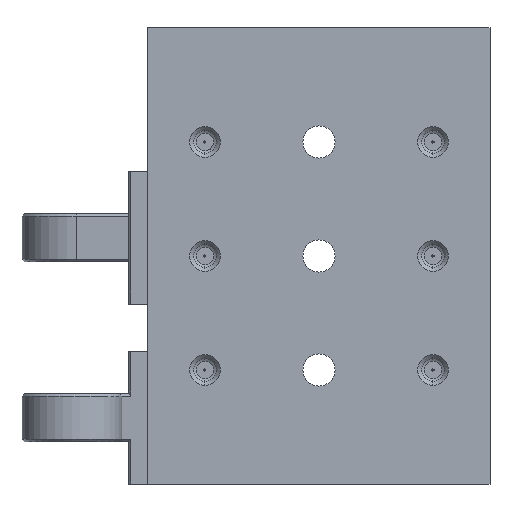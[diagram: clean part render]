
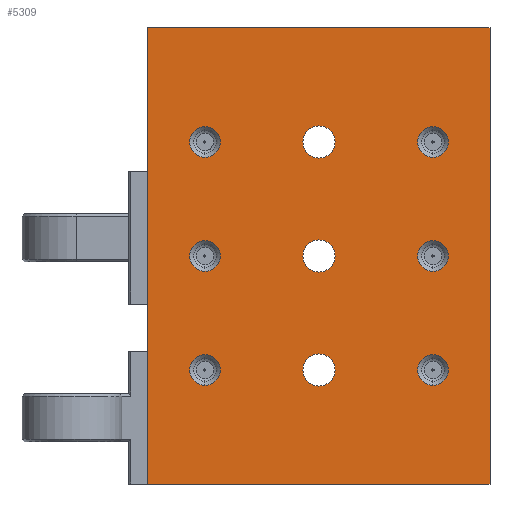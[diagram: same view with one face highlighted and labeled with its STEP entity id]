
A CAD part, front view. The second image highlights one B-rep face of the part: STEP entity #5309.
In plain terms, the highlighted planar face has unit normal (0, -1, 0).
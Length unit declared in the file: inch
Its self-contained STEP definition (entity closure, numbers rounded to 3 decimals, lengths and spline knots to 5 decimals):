
#292=DIRECTION('',(-1.,0.,0.));
#293=VECTOR('',#292,3.);
#294=CARTESIAN_POINT('',(1.5,-0.505,-2.));
#295=LINE('',#294,#293);
#738=DIRECTION('',(-1.,0.,0.));
#739=VECTOR('',#738,3.);
#740=CARTESIAN_POINT('',(1.5,-0.505,2.));
#741=LINE('',#740,#739);
#745=DIRECTION('',(0.,0.,1.));
#746=VECTOR('',#745,4.);
#747=CARTESIAN_POINT('',(1.5,-0.505,-2.));
#748=LINE('',#747,#746);
#752=CARTESIAN_POINT('',(-1.,-0.505,-1.));
#753=DIRECTION('',(0.,1.,0.));
#754=DIRECTION('',(0.,0.,1.));
#755=AXIS2_PLACEMENT_3D('',#752,#753,#754);
#760=CARTESIAN_POINT('',(-1.,-0.505,-1.));
#761=DIRECTION('',(0.,1.,0.));
#762=DIRECTION('',(0.,0.,-1.));
#763=AXIS2_PLACEMENT_3D('',#760,#761,#762);
#768=CARTESIAN_POINT('',(-1.,-0.505,0.));
#769=DIRECTION('',(0.,1.,0.));
#770=DIRECTION('',(0.,0.,1.));
#771=AXIS2_PLACEMENT_3D('',#768,#769,#770);
#776=CARTESIAN_POINT('',(-1.,-0.505,0.));
#777=DIRECTION('',(0.,1.,0.));
#778=DIRECTION('',(0.,0.,-1.));
#779=AXIS2_PLACEMENT_3D('',#776,#777,#778);
#784=CARTESIAN_POINT('',(-1.,-0.505,1.));
#785=DIRECTION('',(0.,1.,0.));
#786=DIRECTION('',(0.,0.,1.));
#787=AXIS2_PLACEMENT_3D('',#784,#785,#786);
#792=CARTESIAN_POINT('',(-1.,-0.505,1.));
#793=DIRECTION('',(0.,1.,0.));
#794=DIRECTION('',(0.,0.,-1.));
#795=AXIS2_PLACEMENT_3D('',#792,#793,#794);
#800=CARTESIAN_POINT('',(1.,-0.505,1.));
#801=DIRECTION('',(0.,1.,0.));
#802=DIRECTION('',(0.,0.,1.));
#803=AXIS2_PLACEMENT_3D('',#800,#801,#802);
#808=CARTESIAN_POINT('',(1.,-0.505,1.));
#809=DIRECTION('',(0.,1.,0.));
#810=DIRECTION('',(0.,0.,-1.));
#811=AXIS2_PLACEMENT_3D('',#808,#809,#810);
#816=CARTESIAN_POINT('',(1.,-0.505,0.));
#817=DIRECTION('',(0.,1.,0.));
#818=DIRECTION('',(0.,0.,1.));
#819=AXIS2_PLACEMENT_3D('',#816,#817,#818);
#824=CARTESIAN_POINT('',(1.,-0.505,0.));
#825=DIRECTION('',(0.,1.,0.));
#826=DIRECTION('',(0.,0.,-1.));
#827=AXIS2_PLACEMENT_3D('',#824,#825,#826);
#832=CARTESIAN_POINT('',(1.,-0.505,-1.));
#833=DIRECTION('',(0.,1.,0.));
#834=DIRECTION('',(0.,0.,1.));
#835=AXIS2_PLACEMENT_3D('',#832,#833,#834);
#840=CARTESIAN_POINT('',(1.,-0.505,-1.));
#841=DIRECTION('',(0.,1.,0.));
#842=DIRECTION('',(0.,0.,-1.));
#843=AXIS2_PLACEMENT_3D('',#840,#841,#842);
#848=CARTESIAN_POINT('',(0.,-0.505,0.));
#849=DIRECTION('',(0.,1.,0.));
#850=DIRECTION('',(0.,0.,1.));
#851=AXIS2_PLACEMENT_3D('',#848,#849,#850);
#856=CARTESIAN_POINT('',(0.,-0.505,0.));
#857=DIRECTION('',(0.,1.,0.));
#858=DIRECTION('',(0.,0.,-1.));
#859=AXIS2_PLACEMENT_3D('',#856,#857,#858);
#864=CARTESIAN_POINT('',(0.,-0.505,-1.));
#865=DIRECTION('',(0.,1.,0.));
#866=DIRECTION('',(0.,0.,1.));
#867=AXIS2_PLACEMENT_3D('',#864,#865,#866);
#872=CARTESIAN_POINT('',(0.,-0.505,-1.));
#873=DIRECTION('',(0.,1.,0.));
#874=DIRECTION('',(0.,0.,-1.));
#875=AXIS2_PLACEMENT_3D('',#872,#873,#874);
#880=CARTESIAN_POINT('',(0.,-0.505,1.));
#881=DIRECTION('',(0.,1.,0.));
#882=DIRECTION('',(0.,0.,1.));
#883=AXIS2_PLACEMENT_3D('',#880,#881,#882);
#888=CARTESIAN_POINT('',(0.,-0.505,1.));
#889=DIRECTION('',(0.,1.,0.));
#890=DIRECTION('',(0.,0.,-1.));
#891=AXIS2_PLACEMENT_3D('',#888,#889,#890);
#903=DIRECTION('',(0.,0.,1.));
#904=VECTOR('',#903,4.);
#905=CARTESIAN_POINT('',(-1.5,-0.505,-2.));
#906=LINE('',#905,#904);
#4452=CARTESIAN_POINT('',(-1.,-0.505,-0.865));
#4453=CARTESIAN_POINT('',(-1.,-0.505,-1.135));
#4454=VERTEX_POINT('',#4452);
#4455=VERTEX_POINT('',#4453);
#4456=CARTESIAN_POINT('',(-1.,-0.505,0.135));
#4457=CARTESIAN_POINT('',(-1.,-0.505,-0.135));
#4458=VERTEX_POINT('',#4456);
#4459=VERTEX_POINT('',#4457);
#4460=CARTESIAN_POINT('',(-1.,-0.505,1.135));
#4461=CARTESIAN_POINT('',(-1.,-0.505,0.865));
#4462=VERTEX_POINT('',#4460);
#4463=VERTEX_POINT('',#4461);
#4464=CARTESIAN_POINT('',(1.,-0.505,1.135));
#4465=CARTESIAN_POINT('',(1.,-0.505,0.865));
#4466=VERTEX_POINT('',#4464);
#4467=VERTEX_POINT('',#4465);
#4468=CARTESIAN_POINT('',(1.,-0.505,0.135));
#4469=CARTESIAN_POINT('',(1.,-0.505,-0.135));
#4470=VERTEX_POINT('',#4468);
#4471=VERTEX_POINT('',#4469);
#4472=CARTESIAN_POINT('',(1.,-0.505,-0.865));
#4473=CARTESIAN_POINT('',(1.,-0.505,-1.135));
#4474=VERTEX_POINT('',#4472);
#4475=VERTEX_POINT('',#4473);
#4476=CARTESIAN_POINT('',(0.,-0.505,0.1405));
#4477=CARTESIAN_POINT('',(0.,-0.505,-0.1405));
#4478=VERTEX_POINT('',#4476);
#4479=VERTEX_POINT('',#4477);
#4480=CARTESIAN_POINT('',(0.,-0.505,-0.8595));
#4481=CARTESIAN_POINT('',(0.,-0.505,-1.1405));
#4482=VERTEX_POINT('',#4480);
#4483=VERTEX_POINT('',#4481);
#4484=CARTESIAN_POINT('',(0.,-0.505,1.1405));
#4485=CARTESIAN_POINT('',(0.,-0.505,0.8595));
#4486=VERTEX_POINT('',#4484);
#4487=VERTEX_POINT('',#4485);
#4488=CARTESIAN_POINT('',(1.5,-0.505,-2.));
#4489=CARTESIAN_POINT('',(-1.5,-0.505,-2.));
#4490=VERTEX_POINT('',#4488);
#4491=VERTEX_POINT('',#4489);
#4492=CARTESIAN_POINT('',(1.5,-0.505,2.));
#4493=VERTEX_POINT('',#4492);
#4494=CARTESIAN_POINT('',(-1.5,-0.505,2.));
#4495=VERTEX_POINT('',#4494);
#5243=CARTESIAN_POINT('',(-1.5,-0.505,2.));
#5244=DIRECTION('',(0.,1.,0.));
#5245=DIRECTION('',(0.,0.,1.));
#5246=AXIS2_PLACEMENT_3D('',#5243,#5244,#5245);
#5247=PLANE('',#5246);
#5248=ORIENTED_EDGE('',*,*,#4908,.T.);
#5250=ORIENTED_EDGE('',*,*,#5249,.T.);
#5251=ORIENTED_EDGE('',*,*,#5020,.F.);
#5252=ORIENTED_EDGE('',*,*,#5236,.F.);
#5253=EDGE_LOOP('',(#5248,#5250,#5251,#5252));
#5254=FACE_OUTER_BOUND('',#5253,.F.);
#5256=ORIENTED_EDGE('',*,*,#5255,.F.);
#5258=ORIENTED_EDGE('',*,*,#5257,.F.);
#5259=EDGE_LOOP('',(#5256,#5258));
#5260=FACE_BOUND('',#5259,.F.);
#5262=ORIENTED_EDGE('',*,*,#5261,.F.);
#5264=ORIENTED_EDGE('',*,*,#5263,.F.);
#5265=EDGE_LOOP('',(#5262,#5264));
#5266=FACE_BOUND('',#5265,.F.);
#5268=ORIENTED_EDGE('',*,*,#5267,.F.);
#5270=ORIENTED_EDGE('',*,*,#5269,.F.);
#5271=EDGE_LOOP('',(#5268,#5270));
#5272=FACE_BOUND('',#5271,.F.);
#5274=ORIENTED_EDGE('',*,*,#5273,.F.);
#5276=ORIENTED_EDGE('',*,*,#5275,.F.);
#5277=EDGE_LOOP('',(#5274,#5276));
#5278=FACE_BOUND('',#5277,.F.);
#5280=ORIENTED_EDGE('',*,*,#5279,.F.);
#5282=ORIENTED_EDGE('',*,*,#5281,.F.);
#5283=EDGE_LOOP('',(#5280,#5282));
#5284=FACE_BOUND('',#5283,.F.);
#5286=ORIENTED_EDGE('',*,*,#5285,.F.);
#5288=ORIENTED_EDGE('',*,*,#5287,.F.);
#5289=EDGE_LOOP('',(#5286,#5288));
#5290=FACE_BOUND('',#5289,.F.);
#5292=ORIENTED_EDGE('',*,*,#5291,.F.);
#5294=ORIENTED_EDGE('',*,*,#5293,.F.);
#5295=EDGE_LOOP('',(#5292,#5294));
#5296=FACE_BOUND('',#5295,.F.);
#5298=ORIENTED_EDGE('',*,*,#5297,.F.);
#5300=ORIENTED_EDGE('',*,*,#5299,.F.);
#5301=EDGE_LOOP('',(#5298,#5300));
#5302=FACE_BOUND('',#5301,.F.);
#5304=ORIENTED_EDGE('',*,*,#5303,.F.);
#5306=ORIENTED_EDGE('',*,*,#5305,.F.);
#5307=EDGE_LOOP('',(#5304,#5306));
#5308=FACE_BOUND('',#5307,.F.);
#756=CIRCLE('',#755,0.135);
#764=CIRCLE('',#763,0.135);
#772=CIRCLE('',#771,0.135);
#780=CIRCLE('',#779,0.135);
#788=CIRCLE('',#787,0.135);
#796=CIRCLE('',#795,0.135);
#804=CIRCLE('',#803,0.135);
#812=CIRCLE('',#811,0.135);
#820=CIRCLE('',#819,0.135);
#828=CIRCLE('',#827,0.135);
#836=CIRCLE('',#835,0.135);
#844=CIRCLE('',#843,0.135);
#852=CIRCLE('',#851,0.1405);
#860=CIRCLE('',#859,0.1405);
#868=CIRCLE('',#867,0.1405);
#876=CIRCLE('',#875,0.1405);
#884=CIRCLE('',#883,0.1405);
#892=CIRCLE('',#891,0.1405);
#4908=EDGE_CURVE('',#4490,#4491,#295,.T.);
#5020=EDGE_CURVE('',#4493,#4495,#741,.T.);
#5236=EDGE_CURVE('',#4490,#4493,#748,.T.);
#5249=EDGE_CURVE('',#4491,#4495,#906,.T.);
#5255=EDGE_CURVE('',#4454,#4455,#756,.T.);
#5257=EDGE_CURVE('',#4455,#4454,#764,.T.);
#5261=EDGE_CURVE('',#4458,#4459,#772,.T.);
#5263=EDGE_CURVE('',#4459,#4458,#780,.T.);
#5267=EDGE_CURVE('',#4462,#4463,#788,.T.);
#5269=EDGE_CURVE('',#4463,#4462,#796,.T.);
#5273=EDGE_CURVE('',#4466,#4467,#804,.T.);
#5275=EDGE_CURVE('',#4467,#4466,#812,.T.);
#5279=EDGE_CURVE('',#4470,#4471,#820,.T.);
#5281=EDGE_CURVE('',#4471,#4470,#828,.T.);
#5285=EDGE_CURVE('',#4474,#4475,#836,.T.);
#5287=EDGE_CURVE('',#4475,#4474,#844,.T.);
#5291=EDGE_CURVE('',#4478,#4479,#852,.T.);
#5293=EDGE_CURVE('',#4479,#4478,#860,.T.);
#5297=EDGE_CURVE('',#4482,#4483,#868,.T.);
#5299=EDGE_CURVE('',#4483,#4482,#876,.T.);
#5303=EDGE_CURVE('',#4486,#4487,#884,.T.);
#5305=EDGE_CURVE('',#4487,#4486,#892,.T.);
#5309=ADVANCED_FACE('',(#5254,#5260,#5266,#5272,#5278,#5284,#5290,#5296,#5302,
#5308),#5247,.F.);
